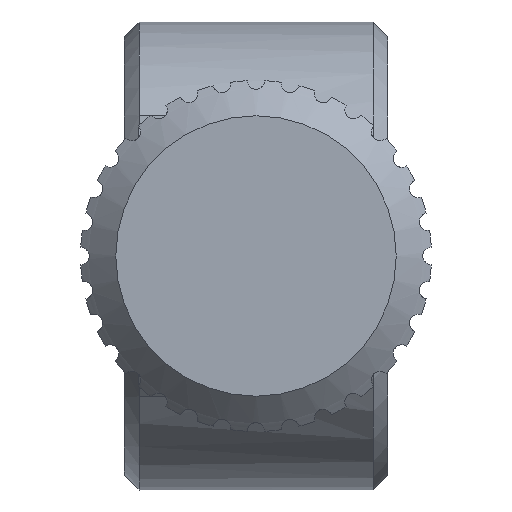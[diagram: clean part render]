
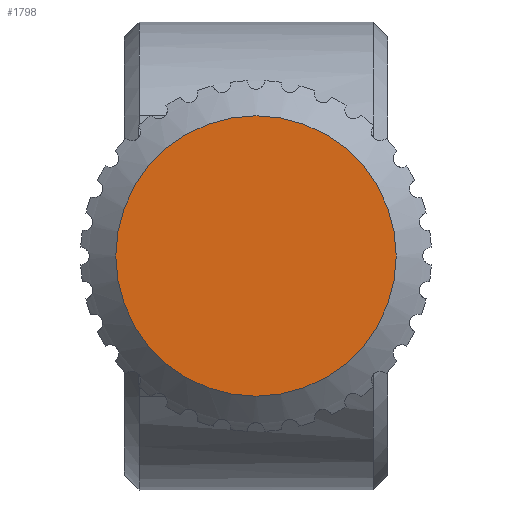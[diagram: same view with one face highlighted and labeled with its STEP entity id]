
A CAD part, left-side view. The second image highlights one B-rep face of the part: STEP entity #1798.
In plain terms, the highlighted planar face has unit normal (-1, 0, 0).
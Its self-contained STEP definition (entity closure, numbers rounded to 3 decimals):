
#1773=CARTESIAN_POINT('',(-32.,0.,0.));
#1774=DIRECTION('',(-1.,0.,0.));
#1775=DIRECTION('',(0.,-1.,0.));
#1776=AXIS2_PLACEMENT_3D('',#1773,#1774,#1775);
#1777=PLANE('',#1776);
#1778=CARTESIAN_POINT('',(-32.,-20.,28.793));
#1779=VERTEX_POINT('',#1778);
#1780=CARTESIAN_POINT('',(-32.,-20.,19.207));
#1781=VERTEX_POINT('',#1780);
#1782=CARTESIAN_POINT('',(-32.,-20.,24.));
#1783=DIRECTION('',(-1.,0.,0.));
#1784=DIRECTION('',(0.,0.,1.));
#1785=AXIS2_PLACEMENT_3D('',#1782,#1783,#1784);
#1786=CIRCLE('',#1785,4.793);
#1787=EDGE_CURVE('',#1779,#1781,#1786,.T.);
#1788=ORIENTED_EDGE('',*,*,#1787,.T.);
#1789=CARTESIAN_POINT('',(-32.,-20.,24.));
#1790=DIRECTION('',(-1.,0.,0.));
#1791=DIRECTION('',(0.,0.,1.));
#1792=AXIS2_PLACEMENT_3D('',#1789,#1790,#1791);
#1793=CIRCLE('',#1792,4.793);
#1794=EDGE_CURVE('',#1781,#1779,#1793,.T.);
#1795=ORIENTED_EDGE('',*,*,#1794,.T.);
#1796=EDGE_LOOP('',(#1788,#1795));
#1797=FACE_BOUND('',#1796,.T.);
#1798=ADVANCED_FACE('',(#1797),#1777,.T.);
